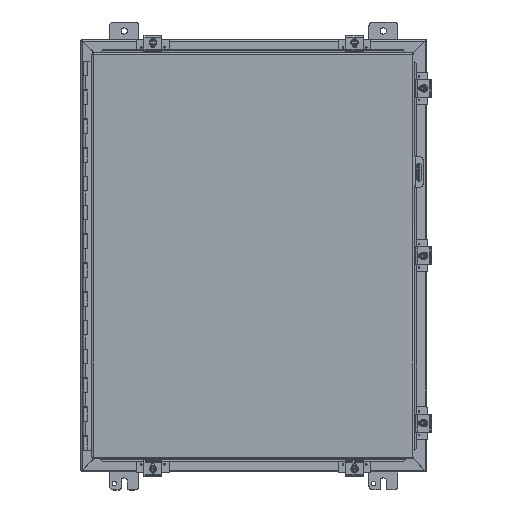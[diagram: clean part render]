
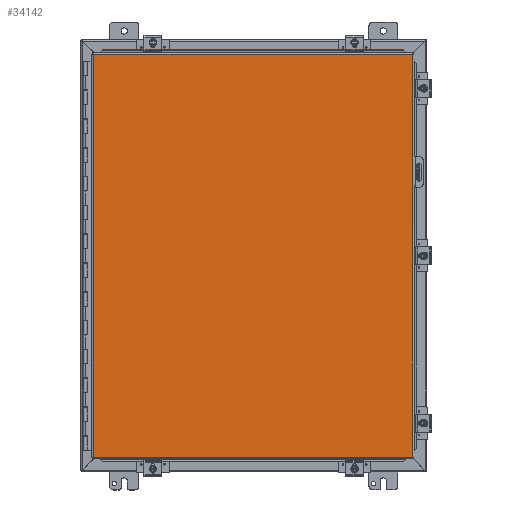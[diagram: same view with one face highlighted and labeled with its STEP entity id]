
A CAD part, top view. The second image highlights one B-rep face of the part: STEP entity #34142.
In plain terms, the highlighted face is planar.
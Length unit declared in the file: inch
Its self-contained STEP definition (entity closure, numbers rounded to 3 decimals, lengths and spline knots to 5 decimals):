
#517 = DIRECTION ( 'NONE',  ( 0., 1., 0. ) ) ;
#563 = CARTESIAN_POINT ( 'NONE',  ( -11.08225, -13.9885, 0. ) ) ;
#2379 = CARTESIAN_POINT ( 'NONE',  ( -11.08225, -13.9885, 0. ) ) ;
#2766 = DIRECTION ( 'NONE',  ( 0., -1., 0. ) ) ;
#5030 = EDGE_LOOP ( 'NONE', ( #50305, #31675, #35402, #21678 ) ) ;
#7323 = VERTEX_POINT ( 'NONE', #25779 ) ;
#7751 = EDGE_CURVE ( 'NONE', #20790, #26249, #25655, .T. ) ;
#9867 = DIRECTION ( 'NONE',  ( -1., 0., 0. ) ) ;
#10206 = CARTESIAN_POINT ( 'NONE',  ( 11.08225, -13.9885, 0. ) ) ;
#12422 = EDGE_CURVE ( 'NONE', #26249, #42240, #13490, .T. ) ;
#13490 = LINE ( 'NONE', #563, #35444 ) ;
#14767 = VECTOR ( 'NONE', #9867, 39.37008 ) ;
#16443 = EDGE_CURVE ( 'NONE', #42240, #7323, #27828, .T. ) ;
#18253 = CARTESIAN_POINT ( 'NONE',  ( 0., 0., 0. ) ) ;
#20790 = VERTEX_POINT ( 'NONE', #27269 ) ;
#21678 = ORIENTED_EDGE ( 'NONE', *, *, #7751, .T. ) ;
#22357 = DIRECTION ( 'NONE',  ( 1., 0., 0. ) ) ;
#25655 = LINE ( 'NONE', #10206, #14767 ) ;
#25779 = CARTESIAN_POINT ( 'NONE',  ( 11.08225, 13.9885, 0. ) ) ;
#26249 = VERTEX_POINT ( 'NONE', #2379 ) ;
#26534 = VECTOR ( 'NONE', #51910, 39.37008 ) ;
#27160 = CARTESIAN_POINT ( 'NONE',  ( 11.08225, 13.9885, 0. ) ) ;
#27269 = CARTESIAN_POINT ( 'NONE',  ( 11.08225, -13.9885, 0. ) ) ;
#27272 = FACE_OUTER_BOUND ( 'NONE', #5030, .T. ) ;
#27828 = LINE ( 'NONE', #51468, #26534 ) ;
#28771 = LINE ( 'NONE', #27160, #51341 ) ;
#31675 = ORIENTED_EDGE ( 'NONE', *, *, #16443, .T. ) ;
#34142 = ADVANCED_FACE ( 'NONE', ( #27272 ), #51737, .F. ) ;
#35402 = ORIENTED_EDGE ( 'NONE', *, *, #45251, .T. ) ;
#35444 = VECTOR ( 'NONE', #517, 39.37008 ) ;
#35884 = CARTESIAN_POINT ( 'NONE',  ( -11.08225, 13.9885, 0. ) ) ;
#42240 = VERTEX_POINT ( 'NONE', #35884 ) ;
#45251 = EDGE_CURVE ( 'NONE', #7323, #20790, #28771, .T. ) ;
#46441 = AXIS2_PLACEMENT_3D ( 'NONE', #18253, #47652, #22357 ) ;
#47652 = DIRECTION ( 'NONE',  ( 0., 0., 1. ) ) ;
#50305 = ORIENTED_EDGE ( 'NONE', *, *, #12422, .T. ) ;
#51341 = VECTOR ( 'NONE', #2766, 39.37008 ) ;
#51468 = CARTESIAN_POINT ( 'NONE',  ( -11.08225, 13.9885, 0. ) ) ;
#51737 = PLANE ( 'NONE',  #46441 ) ;
#51910 = DIRECTION ( 'NONE',  ( 1., 0., 0. ) ) ;
